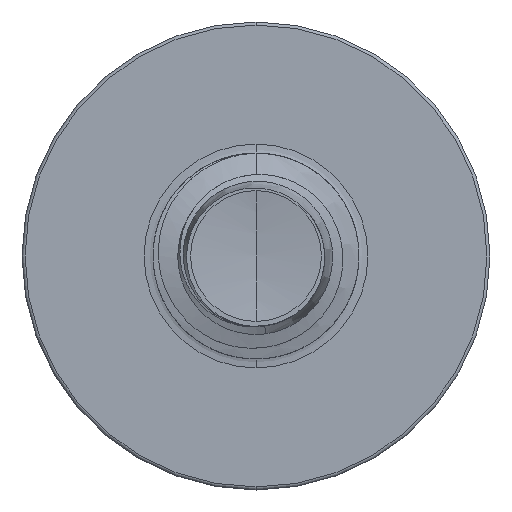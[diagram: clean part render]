
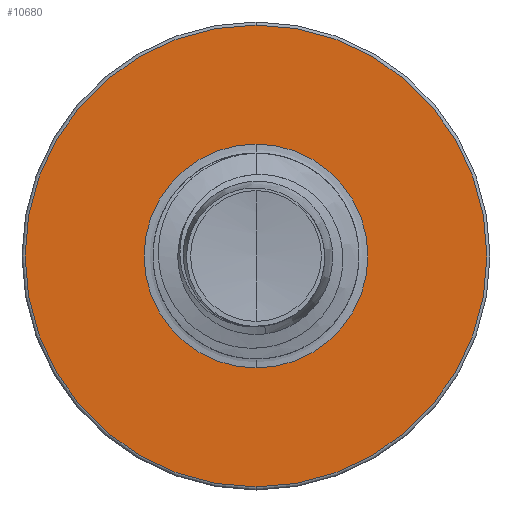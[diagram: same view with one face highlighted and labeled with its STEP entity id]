
A CAD part, front view. The second image highlights one B-rep face of the part: STEP entity #10680.
In plain terms, the highlighted planar face has unit normal (0, -1, 0).
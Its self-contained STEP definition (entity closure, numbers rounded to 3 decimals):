
#940 = VERTEX_POINT ( 'NONE', #5648 ) ;
#2282 = CIRCLE ( 'NONE', #8807, 2.467 ) ;
#2857 = DIRECTION ( 'NONE',  ( 0., 0., 1. ) ) ;
#2865 = DIRECTION ( 'NONE',  ( 0., 1., 0. ) ) ;
#2906 = CARTESIAN_POINT ( 'NONE',  ( 0., 6.5, 0. ) ) ;
#2939 = ORIENTED_EDGE ( 'NONE', *, *, #21008, .F. ) ;
#3099 = DIRECTION ( 'NONE',  ( 0., 0., 1. ) ) ;
#3143 = DIRECTION ( 'NONE',  ( 0., 1., 0. ) ) ;
#3248 = CARTESIAN_POINT ( 'NONE',  ( 0., 6.5, 0. ) ) ;
#3543 = AXIS2_PLACEMENT_3D ( 'NONE', #3248, #3143, #3099 ) ;
#3616 = AXIS2_PLACEMENT_3D ( 'NONE', #2906, #2865, #2857 ) ;
#3650 = ORIENTED_EDGE ( 'NONE', *, *, #20070, .F. ) ;
#5585 = CARTESIAN_POINT ( 'NONE',  ( 0., 6.5, -1.196 ) ) ;
#5648 = CARTESIAN_POINT ( 'NONE',  ( 0., 6.5, 2.467 ) ) ;
#5717 = EDGE_LOOP ( 'NONE', ( #3650, #2939 ) ) ;
#8031 = ORIENTED_EDGE ( 'NONE', *, *, #19227, .T. ) ;
#8807 = AXIS2_PLACEMENT_3D ( 'NONE', #10640, #10612, #10568 ) ;
#9261 = FACE_OUTER_BOUND ( 'NONE', #5717, .T. ) ;
#10568 = DIRECTION ( 'NONE',  ( 0., 0., 1. ) ) ;
#10612 = DIRECTION ( 'NONE',  ( 0., 1., 0. ) ) ;
#10640 = CARTESIAN_POINT ( 'NONE',  ( 0., 6.5, 0. ) ) ;
#10680 = ADVANCED_FACE ( 'NONE', ( #9261, #10919 ), #14753, .F. ) ;
#10919 = FACE_BOUND ( 'NONE', #21428, .T. ) ;
#11520 = AXIS2_PLACEMENT_3D ( 'NONE', #20993, #20991, #20980 ) ;
#11738 = CIRCLE ( 'NONE', #3543, 1.196 ) ;
#13333 = VERTEX_POINT ( 'NONE', #22087 ) ;
#13958 = VERTEX_POINT ( 'NONE', #21268 ) ;
#14639 = DIRECTION ( 'NONE',  ( 0., 0., 1. ) ) ;
#14724 = CARTESIAN_POINT ( 'NONE',  ( 0., 6.5, -1.196 ) ) ;
#14753 = PLANE ( 'NONE',  #16307 ) ;
#14954 = DIRECTION ( 'NONE',  ( 0., 1., 0. ) ) ;
#16307 = AXIS2_PLACEMENT_3D ( 'NONE', #14724, #14954, #14639 ) ;
#18085 = CIRCLE ( 'NONE', #3616, 2.467 ) ;
#19227 = EDGE_CURVE ( 'NONE', #21697, #13333, #21273, .T. ) ;
#20070 = EDGE_CURVE ( 'NONE', #940, #13958, #2282, .T. ) ;
#20980 = DIRECTION ( 'NONE',  ( 0., 0., 1. ) ) ;
#20991 = DIRECTION ( 'NONE',  ( 0., 1., 0. ) ) ;
#20993 = CARTESIAN_POINT ( 'NONE',  ( 0., 6.5, 0. ) ) ;
#20999 = EDGE_CURVE ( 'NONE', #13333, #21697, #11738, .T. ) ;
#21008 = EDGE_CURVE ( 'NONE', #13958, #940, #18085, .T. ) ;
#21268 = CARTESIAN_POINT ( 'NONE',  ( 0., 6.5, -2.467 ) ) ;
#21273 = CIRCLE ( 'NONE', #11520, 1.196 ) ;
#21428 = EDGE_LOOP ( 'NONE', ( #21989, #8031 ) ) ;
#21697 = VERTEX_POINT ( 'NONE', #5585 ) ;
#21989 = ORIENTED_EDGE ( 'NONE', *, *, #20999, .T. ) ;
#22087 = CARTESIAN_POINT ( 'NONE',  ( 0., 6.5, 1.196 ) ) ;
